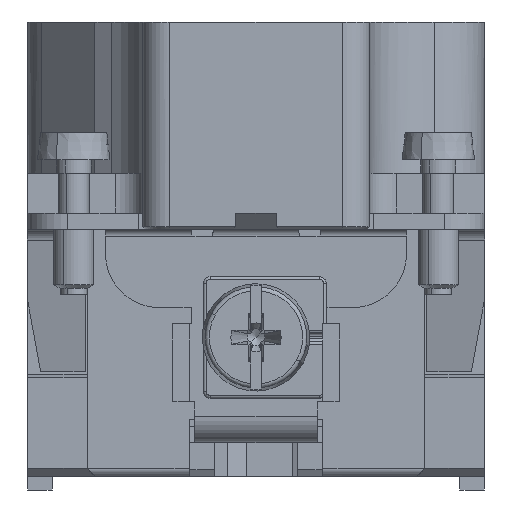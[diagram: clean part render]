
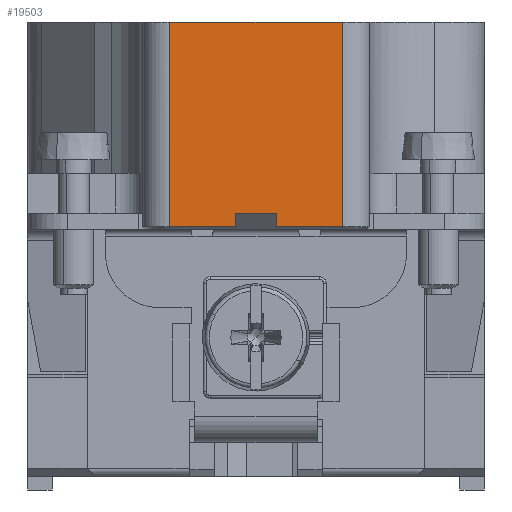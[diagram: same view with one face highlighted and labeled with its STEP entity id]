
A CAD part, front view. The second image highlights one B-rep face of the part: STEP entity #19503.
In plain terms, the highlighted planar face has unit normal (0, -1, 0).
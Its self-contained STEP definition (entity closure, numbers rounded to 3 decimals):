
#19451=AXIS2_PLACEMENT_3D('Plane Axis2P3D',#19448,#19449,#19450) ;
#9903=CARTESIAN_POINT('Vertex',(10.55,0.5,34.65)) ;
#9906=CARTESIAN_POINT('Line Origine',(16.95,0.5,34.65)) ;
#9910=CARTESIAN_POINT('Vertex',(23.35,0.5,34.65)) ;
#19429=CARTESIAN_POINT('Line Origine',(10.55,0.5,27.125)) ;
#19433=CARTESIAN_POINT('Vertex',(10.55,0.5,19.5)) ;
#19448=CARTESIAN_POINT('Axis2P3D Location',(16.95,0.5,20.5)) ;
#19453=CARTESIAN_POINT('Line Origine',(15.45,0.5,27.125)) ;
#19457=CARTESIAN_POINT('Vertex',(15.45,0.5,20.5)) ;
#19459=CARTESIAN_POINT('Vertex',(15.45,0.5,19.5)) ;
#19462=CARTESIAN_POINT('Line Origine',(16.95,0.5,20.5)) ;
#19466=CARTESIAN_POINT('Vertex',(18.45,0.5,20.5)) ;
#19469=CARTESIAN_POINT('Line Origine',(18.45,0.5,27.125)) ;
#19473=CARTESIAN_POINT('Vertex',(18.45,0.5,19.5)) ;
#19476=CARTESIAN_POINT('Line Origine',(16.95,0.5,19.5)) ;
#19480=CARTESIAN_POINT('Vertex',(23.35,0.5,19.5)) ;
#19483=CARTESIAN_POINT('Line Origine',(23.35,0.5,27.125)) ;
#19488=CARTESIAN_POINT('Line Origine',(16.95,0.5,19.5)) ;
#9907=DIRECTION('Vector Direction',(1.,0.,0.)) ;
#19430=DIRECTION('Vector Direction',(0.,0.,-1.)) ;
#19449=DIRECTION('Axis2P3D Direction',(0.,1.,0.)) ;
#19450=DIRECTION('Axis2P3D XDirection',(0.,0.,1.)) ;
#19454=DIRECTION('Vector Direction',(0.,0.,1.)) ;
#19463=DIRECTION('Vector Direction',(1.,0.,0.)) ;
#19470=DIRECTION('Vector Direction',(0.,0.,1.)) ;
#19477=DIRECTION('Vector Direction',(1.,0.,0.)) ;
#19484=DIRECTION('Vector Direction',(0.,0.,1.)) ;
#19489=DIRECTION('Vector Direction',(1.,0.,0.)) ;
#9908=VECTOR('Line Direction',#9907,1.) ;
#19431=VECTOR('Line Direction',#19430,1.) ;
#19455=VECTOR('Line Direction',#19454,1.) ;
#19464=VECTOR('Line Direction',#19463,1.) ;
#19471=VECTOR('Line Direction',#19470,1.) ;
#19478=VECTOR('Line Direction',#19477,1.) ;
#19485=VECTOR('Line Direction',#19484,1.) ;
#19490=VECTOR('Line Direction',#19489,1.) ;
#19494=ORIENTED_EDGE('',*,*,#19461,.F.) ;
#19495=ORIENTED_EDGE('',*,*,#19468,.T.) ;
#19496=ORIENTED_EDGE('',*,*,#19475,.T.) ;
#19497=ORIENTED_EDGE('',*,*,#19482,.T.) ;
#19498=ORIENTED_EDGE('',*,*,#19487,.F.) ;
#19499=ORIENTED_EDGE('',*,*,#9912,.F.) ;
#19500=ORIENTED_EDGE('',*,*,#19435,.T.) ;
#19501=ORIENTED_EDGE('',*,*,#19492,.T.) ;
#19503=ADVANCED_FACE('HDC HEEE 64 MC.1\\HDC HEEE 64 INSERTS MALE.1\\Koerper.2',(#19502),#19452,.F.) ;
#9912=EDGE_CURVE('',#9904,#9911,#9909,.T.) ;
#19435=EDGE_CURVE('',#9904,#19434,#19432,.T.) ;
#19461=EDGE_CURVE('',#19458,#19460,#19456,.F.) ;
#19468=EDGE_CURVE('',#19458,#19467,#19465,.T.) ;
#19475=EDGE_CURVE('',#19467,#19474,#19472,.F.) ;
#19482=EDGE_CURVE('',#19474,#19481,#19479,.T.) ;
#19487=EDGE_CURVE('',#9911,#19481,#19486,.F.) ;
#19492=EDGE_CURVE('',#19434,#19460,#19491,.T.) ;
#19493=EDGE_LOOP('',(#19494,#19495,#19496,#19497,#19498,#19499,#19500,#19501)) ;
#19502=FACE_OUTER_BOUND('',#19493,.T.) ;
#9909=LINE('Line',#9906,#9908) ;
#19432=LINE('Line',#19429,#19431) ;
#19456=LINE('Line',#19453,#19455) ;
#19465=LINE('Line',#19462,#19464) ;
#19472=LINE('Line',#19469,#19471) ;
#19479=LINE('Line',#19476,#19478) ;
#19486=LINE('Line',#19483,#19485) ;
#19491=LINE('Line',#19488,#19490) ;
#19452=PLANE('',#19451) ;
#9904=VERTEX_POINT('',#9903) ;
#9911=VERTEX_POINT('',#9910) ;
#19434=VERTEX_POINT('',#19433) ;
#19458=VERTEX_POINT('',#19457) ;
#19460=VERTEX_POINT('',#19459) ;
#19467=VERTEX_POINT('',#19466) ;
#19474=VERTEX_POINT('',#19473) ;
#19481=VERTEX_POINT('',#19480) ;
